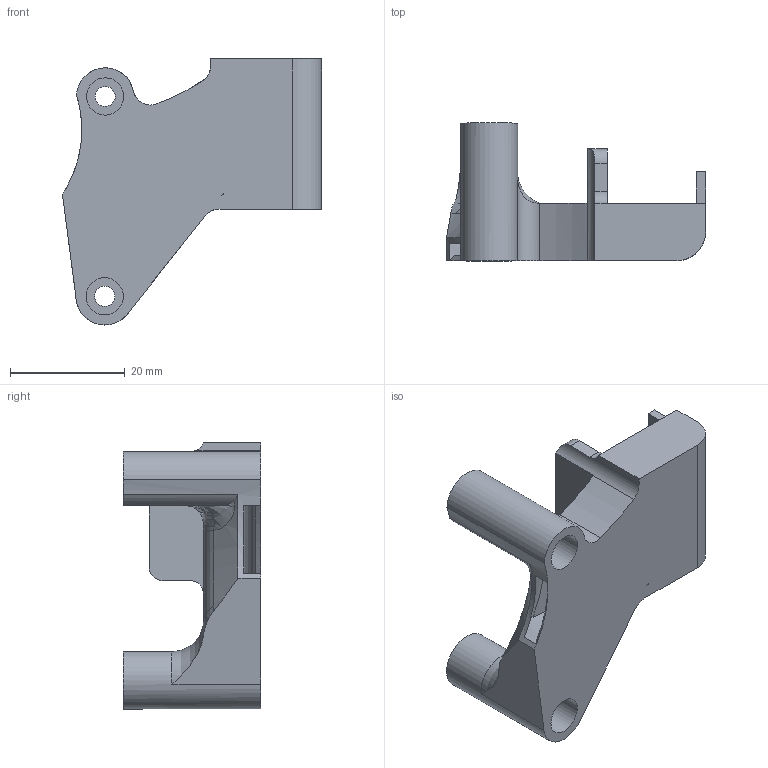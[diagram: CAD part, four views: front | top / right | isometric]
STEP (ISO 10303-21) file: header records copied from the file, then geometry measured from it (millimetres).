
FILE_DESCRIPTION(/* description */ (''),/* implementation_level */ '2;1');
FILE_NAME(/* name */ 'Cooling_Shroud_(original).step',/* time_stamp */ '2020-10-20T12:37:22+01:00',/* author */ (''),/* organization */ (''),/* preprocessor_version */ 'ST-DEVELOPER v18.1',/* originating_system */ 'Autodesk Translation Framework v9.3.0.1241',/* authorisation */ '');
FILE_SCHEMA (('AUTOMOTIVE_DESIGN { 1 0 10303 214 3 1 1 }'));
Length unit declared in the file: millimetre
Products named in the file (1): Cooling_Shroud
Bounding box: 45.19 x 24 x 46.4 mm (x, y, z)
Volume: 8796.6 mm3; surface area: 8271.5 mm2
Topology: 1 solids, 1 shells, 68 faces, 187 edges, 119 vertices
Faces by surface type: plane 30, cylinder 23, bspline 7, torus 5, cone 3
Full cylindrical faces by diameter (mm): 3.5 x2, 6.5 x2, 10 x1
Entity records: 2498 total; most frequent: CARTESIAN_POINT 750, ORIENTED_EDGE 372, DIRECTION 345, EDGE_CURVE 186, AXIS2_PLACEMENT_3D 127, VERTEX_POINT 119, LINE 91, VECTOR 91
